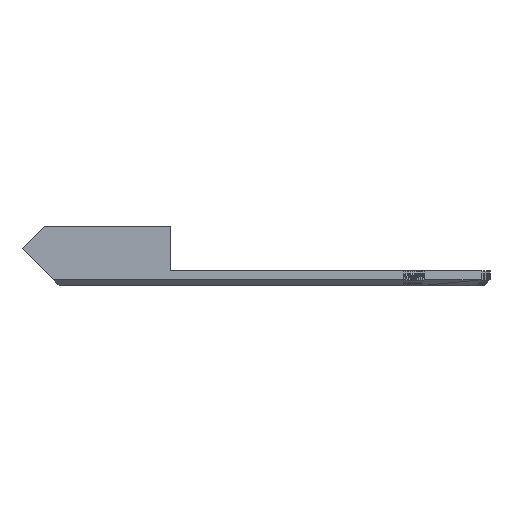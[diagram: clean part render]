
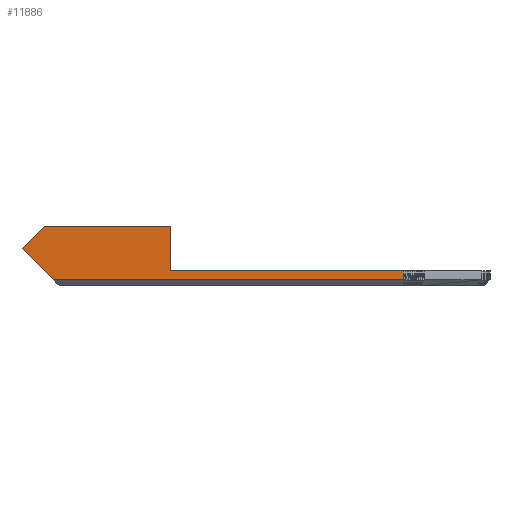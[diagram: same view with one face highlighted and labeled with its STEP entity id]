
A CAD part, front view. The second image highlights one B-rep face of the part: STEP entity #11886.
In plain terms, the highlighted planar face has unit normal (0, -1, 0).
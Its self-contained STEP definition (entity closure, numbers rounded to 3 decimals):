
#2895 = VERTEX_POINT('',#2896);
#2896 = CARTESIAN_POINT('',(134.922,93.5,0.4));
#3302 = VERTEX_POINT('',#3303);
#3303 = CARTESIAN_POINT('',(134.922,93.5,1.));
#3309 = EDGE_CURVE('',#3302,#2895,#3310,.T.);
#3310 = LINE('',#3311,#3312);
#3311 = CARTESIAN_POINT('',(134.922,93.5,1.));
#3312 = VECTOR('',#3313,1.);
#3313 = DIRECTION('',(0.,0.,-1.));
#4342 = VERTEX_POINT('',#4343);
#4343 = CARTESIAN_POINT('',(109.25,93.5,2.5));
#4364 = EDGE_CURVE('',#4342,#4365,#4367,.T.);
#4365 = VERTEX_POINT('',#4366);
#4366 = CARTESIAN_POINT('',(110.75,93.5,4.));
#4367 = LINE('',#4368,#4369);
#4368 = CARTESIAN_POINT('',(109.25,93.5,2.5));
#4369 = VECTOR('',#4370,1.);
#4370 = DIRECTION('',(0.707,0.,0.707));
#4427 = VERTEX_POINT('',#4428);
#4428 = CARTESIAN_POINT('',(111.35,93.5,0.4));
#4449 = EDGE_CURVE('',#4427,#4342,#4450,.T.);
#4450 = LINE('',#4451,#4452);
#4451 = CARTESIAN_POINT('',(111.35,93.5,0.4));
#4452 = VECTOR('',#4453,1.);
#4453 = DIRECTION('',(-0.707,0.,0.707));
#9112 = VERTEX_POINT('',#9113);
#9113 = CARTESIAN_POINT('',(119.25,93.5,1.));
#9119 = EDGE_CURVE('',#9112,#3302,#9120,.T.);
#9120 = LINE('',#9121,#9122);
#9121 = CARTESIAN_POINT('',(119.25,93.5,1.));
#9122 = VECTOR('',#9123,1.);
#9123 = DIRECTION('',(1.,0.,0.));
#9815 = EDGE_CURVE('',#4365,#9816,#9818,.T.);
#9816 = VERTEX_POINT('',#9817);
#9817 = CARTESIAN_POINT('',(119.25,93.5,4.));
#9818 = LINE('',#9819,#9820);
#9819 = CARTESIAN_POINT('',(110.75,93.5,4.));
#9820 = VECTOR('',#9821,1.);
#9821 = DIRECTION('',(1.,0.,0.));
#9914 = EDGE_CURVE('',#9816,#9112,#9915,.T.);
#9915 = LINE('',#9916,#9917);
#9916 = CARTESIAN_POINT('',(119.25,93.5,4.));
#9917 = VECTOR('',#9918,1.);
#9918 = DIRECTION('',(0.,0.,-1.));
#11875 = EDGE_CURVE('',#2895,#4427,#11876,.T.);
#11876 = LINE('',#11877,#11878);
#11877 = CARTESIAN_POINT('',(134.922,93.5,0.4));
#11878 = VECTOR('',#11879,1.);
#11879 = DIRECTION('',(-1.,0.,0.));
#11886 = ADVANCED_FACE('',(#11887),#11896,.T.);
#11887 = FACE_BOUND('',#11888,.T.);
#11888 = EDGE_LOOP('',(#11889,#11890,#11891,#11892,#11893,#11894,#11895)
  );
#11889 = ORIENTED_EDGE('',*,*,#9914,.F.);
#11890 = ORIENTED_EDGE('',*,*,#9815,.F.);
#11891 = ORIENTED_EDGE('',*,*,#4364,.F.);
#11892 = ORIENTED_EDGE('',*,*,#4449,.F.);
#11893 = ORIENTED_EDGE('',*,*,#11875,.F.);
#11894 = ORIENTED_EDGE('',*,*,#3309,.F.);
#11895 = ORIENTED_EDGE('',*,*,#9119,.F.);
#11896 = PLANE('',#11897);
#11897 = AXIS2_PLACEMENT_3D('',#11898,#11899,#11900);
#11898 = CARTESIAN_POINT('',(121.757,93.5,1.386));
#11899 = DIRECTION('',(0.,-1.,0.));
#11900 = DIRECTION('',(0.,0.,-1.));
